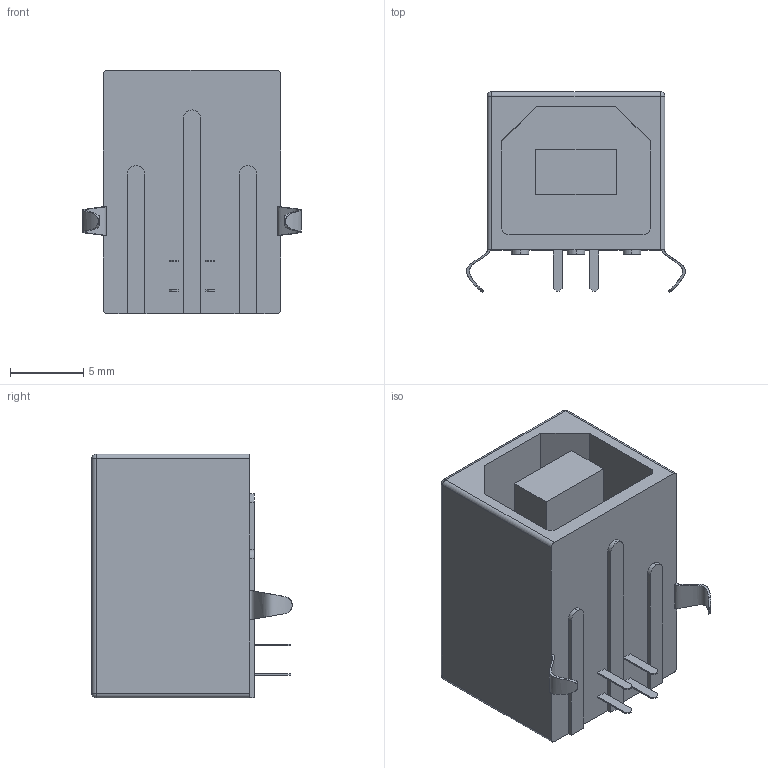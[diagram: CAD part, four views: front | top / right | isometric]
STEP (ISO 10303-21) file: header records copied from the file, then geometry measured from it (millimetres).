
FILE_DESCRIPTION (( 'STEP AP214' ), '1' );
FILE_NAME ('USB type-B female PCB.STEP', '2022-08-07T04:49:01', ( '' ), ( '' ), 'SwSTEP 2.0', 'SolidWorks 2021', '' );
FILE_SCHEMA (( 'AUTOMOTIVE_DESIGN' ));
Length unit declared in the file: millimetre
Products named in the file (1): USB type-B female PCB
Bounding box: 14.9 x 13.63 x 16.6 mm (x, y, z)
Volume: 1248.2 mm3; surface area: 1790.4 mm2
Topology: 1 solids, 1 shells, 89 faces, 229 edges, 144 vertices
Faces by surface type: plane 61, cylinder 20, bspline 4, sphere 4
Entity records: 3260 total; most frequent: CARTESIAN_POINT 1059, ORIENTED_EDGE 450, DIRECTION 409, EDGE_CURVE 225, VECTOR 173, LINE 173, VERTEX_POINT 144, AXIS2_PLACEMENT_3D 118
